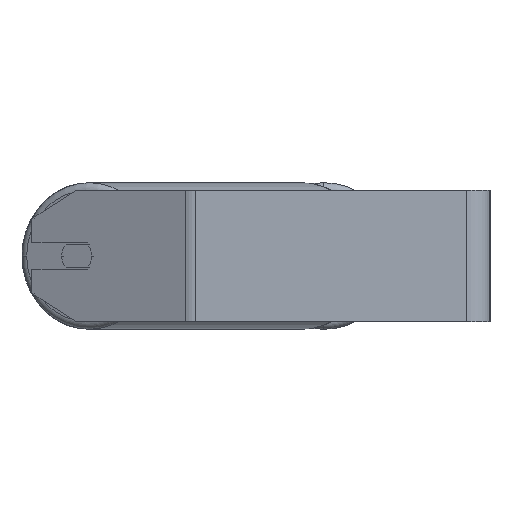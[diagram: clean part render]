
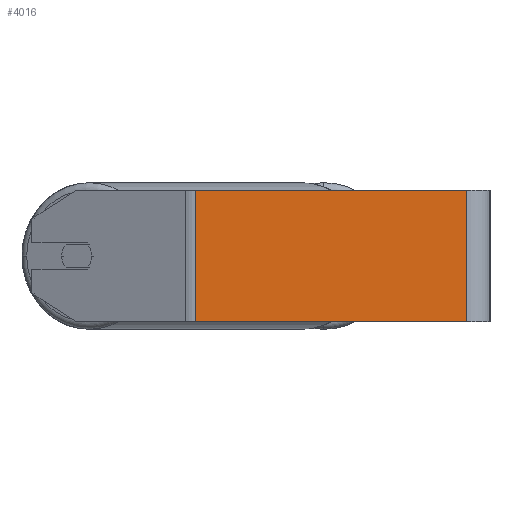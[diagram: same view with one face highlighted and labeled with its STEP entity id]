
A CAD part, left-side view. The second image highlights one B-rep face of the part: STEP entity #4016.
In plain terms, the highlighted planar face has unit normal (-1, 0, 0).
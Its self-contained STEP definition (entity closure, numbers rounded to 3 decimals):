
#214 = LINE ( 'NONE', #1518, #311 ) ;
#311 = VECTOR ( 'NONE', #5606, 1000. ) ;
#766 = CARTESIAN_POINT ( 'NONE',  ( -525., 181.69, 40. ) ) ;
#784 = EDGE_CURVE ( 'NONE', #4244, #6053, #7996, .T. ) ;
#1074 = CARTESIAN_POINT ( 'NONE',  ( -525., 178.586, -40. ) ) ;
#1143 = CARTESIAN_POINT ( 'NONE',  ( -525., 178.586, 40. ) ) ;
#1173 = VERTEX_POINT ( 'NONE', #8512 ) ;
#1518 = CARTESIAN_POINT ( 'NONE',  ( -525., 181.69, 40. ) ) ;
#2408 = DIRECTION ( 'NONE',  ( 0., 0., -1. ) ) ;
#2493 = CARTESIAN_POINT ( 'NONE',  ( -525., 14., 40. ) ) ;
#2685 = VECTOR ( 'NONE', #2408, 1000. ) ;
#2707 = LINE ( 'NONE', #6078, #5979 ) ;
#2902 = EDGE_LOOP ( 'NONE', ( #7815, #5518, #6439, #4799 ) ) ;
#3325 = DIRECTION ( 'NONE',  ( 1., 0., 0. ) ) ;
#3405 = DIRECTION ( 'NONE',  ( 0., 0., -1. ) ) ;
#3536 = LINE ( 'NONE', #4908, #4556 ) ;
#4016 = ADVANCED_FACE ( 'NONE', ( #6863 ), #7487, .F. ) ;
#4244 = VERTEX_POINT ( 'NONE', #1143 ) ;
#4321 = EDGE_CURVE ( 'NONE', #4244, #6082, #214, .T. ) ;
#4556 = VECTOR ( 'NONE', #7615, 1000. ) ;
#4799 = ORIENTED_EDGE ( 'NONE', *, *, #784, .T. ) ;
#4908 = CARTESIAN_POINT ( 'NONE',  ( -525., 181.69, -40. ) ) ;
#5108 = EDGE_CURVE ( 'NONE', #6082, #1173, #2707, .T. ) ;
#5328 = EDGE_CURVE ( 'NONE', #6053, #1173, #3536, .T. ) ;
#5518 = ORIENTED_EDGE ( 'NONE', *, *, #5108, .F. ) ;
#5606 = DIRECTION ( 'NONE',  ( 0., -1., 0. ) ) ;
#5693 = AXIS2_PLACEMENT_3D ( 'NONE', #766, #3325, #3405 ) ;
#5871 = CARTESIAN_POINT ( 'NONE',  ( -525., 178.586, 40. ) ) ;
#5979 = VECTOR ( 'NONE', #6123, 1000. ) ;
#6053 = VERTEX_POINT ( 'NONE', #1074 ) ;
#6078 = CARTESIAN_POINT ( 'NONE',  ( -525., 14., 40. ) ) ;
#6082 = VERTEX_POINT ( 'NONE', #2493 ) ;
#6123 = DIRECTION ( 'NONE',  ( 0., 0., -1. ) ) ;
#6439 = ORIENTED_EDGE ( 'NONE', *, *, #4321, .F. ) ;
#6863 = FACE_OUTER_BOUND ( 'NONE', #2902, .T. ) ;
#7487 = PLANE ( 'NONE',  #5693 ) ;
#7615 = DIRECTION ( 'NONE',  ( 0., -1., 0. ) ) ;
#7815 = ORIENTED_EDGE ( 'NONE', *, *, #5328, .T. ) ;
#7996 = LINE ( 'NONE', #5871, #2685 ) ;
#8512 = CARTESIAN_POINT ( 'NONE',  ( -525., 14., -40. ) ) ;
